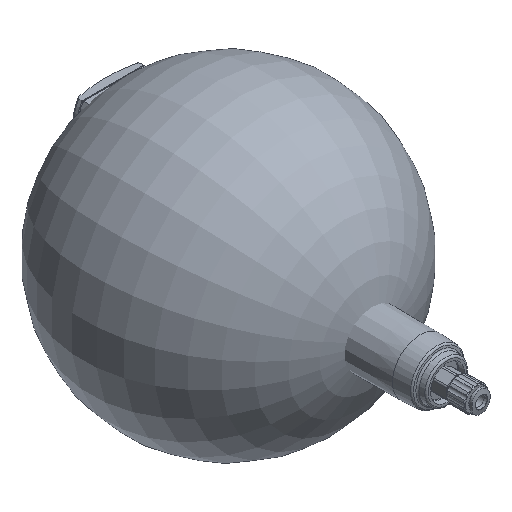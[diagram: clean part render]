
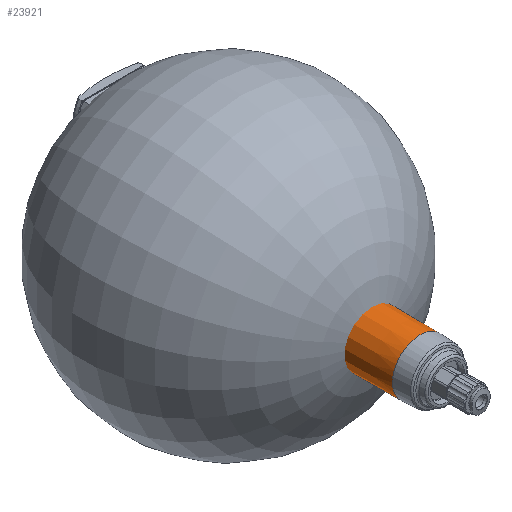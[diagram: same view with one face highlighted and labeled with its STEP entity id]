
A CAD part, isometric view. The second image highlights one B-rep face of the part: STEP entity #23921.
In plain terms, the highlighted conical face has half-angle 0.5 degrees and reference radius 15.575 mm.
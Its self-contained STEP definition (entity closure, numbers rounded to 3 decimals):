
#114=CONICAL_SURFACE('',#25492,15.575,0.009);
#8028=ORIENTED_EDGE('',*,*,#11232,.F.);
#8029=ORIENTED_EDGE('',*,*,#10567,.T.);
#10567=EDGE_CURVE('',#12747,#12747,#13793,.F.);
#11232=EDGE_CURVE('',#13138,#13138,#14058,.T.);
#12747=VERTEX_POINT('',#34038);
#13138=VERTEX_POINT('',#35520);
#13793=CIRCLE('',#24908,15.549);
#14058=CIRCLE('',#25493,14.983);
#15014=EDGE_LOOP('',(#8028));
#15015=EDGE_LOOP('',(#8029));
#16144=FACE_BOUND('',#15014,.T.);
#16145=FACE_BOUND('',#15015,.T.);
#23921=ADVANCED_FACE('',(#16144,#16145),#114,.T.);
#24908=AXIS2_PLACEMENT_3D('',#34037,#28267,#28268);
#25492=AXIS2_PLACEMENT_3D('',#35518,#29791,#29792);
#25493=AXIS2_PLACEMENT_3D('',#35519,#29793,#29794);
#28267=DIRECTION('',(0.,1.,0.));
#28268=DIRECTION('',(0.,0.,1.));
#29791=DIRECTION('',(0.,1.,0.));
#29792=DIRECTION('',(0.,0.,1.));
#29793=DIRECTION('',(0.,-1.,0.));
#29794=DIRECTION('',(0.,0.,-1.));
#34037=CARTESIAN_POINT('',(0.,-35.5,0.));
#34038=CARTESIAN_POINT('',(0.,-35.5,15.549));
#35518=CARTESIAN_POINT('',(0.,-32.53,0.));
#35519=CARTESIAN_POINT('',(0.,-100.43,0.));
#35520=CARTESIAN_POINT('',(0.,-100.43,-14.983));
